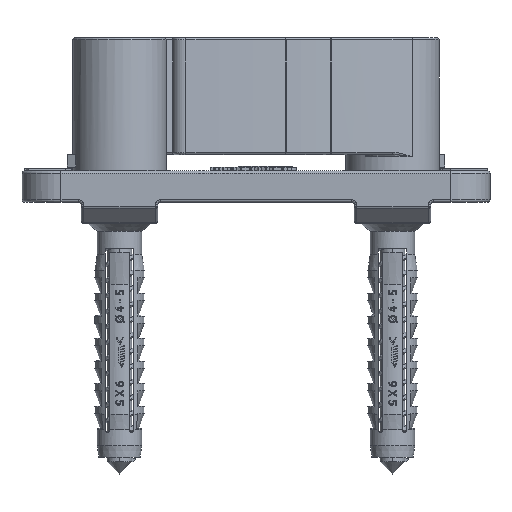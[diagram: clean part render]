
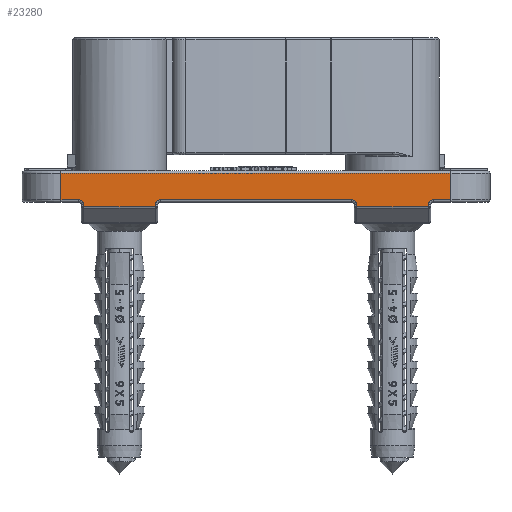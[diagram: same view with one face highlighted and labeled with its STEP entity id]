
A CAD part, front view. The second image highlights one B-rep face of the part: STEP entity #23280.
In plain terms, the highlighted planar face has unit normal (0, -1, 0).
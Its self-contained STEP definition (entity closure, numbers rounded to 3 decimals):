
#1337=CIRCLE('',#25391,0.6);
#1338=CIRCLE('',#25392,0.6);
#1339=CIRCLE('',#25393,0.6);
#1340=CIRCLE('',#25394,0.6);
#2584=FACE_OUTER_BOUND('',#3885,.T.);
#3885=EDGE_LOOP('',(#17429,#17430,#17431,#17432,#17433,#17434,#17435,#17436,
#17437,#17438,#17439,#17440,#17441,#17442,#17443,#17444));
#5641=LINE('',#37372,#7583);
#5651=LINE('',#37413,#7593);
#5652=LINE('',#37417,#7594);
#5653=LINE('',#37419,#7595);
#5654=LINE('',#37423,#7596);
#5655=LINE('',#37425,#7597);
#5656=LINE('',#37427,#7598);
#5657=LINE('',#37431,#7599);
#5658=LINE('',#37435,#7600);
#5659=LINE('',#37437,#7601);
#5660=LINE('',#37439,#7602);
#5661=LINE('',#37442,#7603);
#7583=VECTOR('',#29858,10.);
#7593=VECTOR('',#29910,10.);
#7594=VECTOR('',#29915,10.);
#7595=VECTOR('',#29916,10.);
#7596=VECTOR('',#29919,10.);
#7597=VECTOR('',#29920,10.);
#7598=VECTOR('',#29921,10.);
#7599=VECTOR('',#29924,10.);
#7600=VECTOR('',#29927,10.);
#7601=VECTOR('',#29928,10.);
#7602=VECTOR('',#29929,10.);
#7603=VECTOR('',#29932,10.);
#9821=VERTEX_POINT('',#37368);
#9822=VERTEX_POINT('',#37370);
#9832=VERTEX_POINT('',#37412);
#9833=VERTEX_POINT('',#37416);
#9834=VERTEX_POINT('',#37418);
#9835=VERTEX_POINT('',#37420);
#9836=VERTEX_POINT('',#37422);
#9837=VERTEX_POINT('',#37424);
#9838=VERTEX_POINT('',#37426);
#9839=VERTEX_POINT('',#37428);
#9840=VERTEX_POINT('',#37430);
#9841=VERTEX_POINT('',#37432);
#9842=VERTEX_POINT('',#37434);
#9843=VERTEX_POINT('',#37436);
#9844=VERTEX_POINT('',#37438);
#9845=VERTEX_POINT('',#37440);
#12675=EDGE_CURVE('',#9822,#9821,#5641,.T.);
#12696=EDGE_CURVE('',#9821,#9832,#5651,.T.);
#12698=EDGE_CURVE('',#9833,#9822,#5652,.T.);
#12699=EDGE_CURVE('',#9834,#9833,#5653,.T.);
#12700=EDGE_CURVE('',#9835,#9834,#1337,.T.);
#12701=EDGE_CURVE('',#9836,#9835,#5654,.T.);
#12702=EDGE_CURVE('',#9837,#9836,#5655,.T.);
#12703=EDGE_CURVE('',#9838,#9837,#5656,.T.);
#12704=EDGE_CURVE('',#9839,#9838,#1338,.T.);
#12705=EDGE_CURVE('',#9840,#9839,#5657,.T.);
#12706=EDGE_CURVE('',#9841,#9840,#1339,.T.);
#12707=EDGE_CURVE('',#9842,#9841,#5658,.T.);
#12708=EDGE_CURVE('',#9843,#9842,#5659,.T.);
#12709=EDGE_CURVE('',#9844,#9843,#5660,.T.);
#12710=EDGE_CURVE('',#9845,#9844,#1340,.T.);
#12711=EDGE_CURVE('',#9832,#9845,#5661,.T.);
#17429=ORIENTED_EDGE('',*,*,#12675,.F.);
#17430=ORIENTED_EDGE('',*,*,#12698,.F.);
#17431=ORIENTED_EDGE('',*,*,#12699,.F.);
#17432=ORIENTED_EDGE('',*,*,#12700,.F.);
#17433=ORIENTED_EDGE('',*,*,#12701,.F.);
#17434=ORIENTED_EDGE('',*,*,#12702,.F.);
#17435=ORIENTED_EDGE('',*,*,#12703,.F.);
#17436=ORIENTED_EDGE('',*,*,#12704,.F.);
#17437=ORIENTED_EDGE('',*,*,#12705,.F.);
#17438=ORIENTED_EDGE('',*,*,#12706,.F.);
#17439=ORIENTED_EDGE('',*,*,#12707,.F.);
#17440=ORIENTED_EDGE('',*,*,#12708,.F.);
#17441=ORIENTED_EDGE('',*,*,#12709,.F.);
#17442=ORIENTED_EDGE('',*,*,#12710,.F.);
#17443=ORIENTED_EDGE('',*,*,#12711,.F.);
#17444=ORIENTED_EDGE('',*,*,#12696,.F.);
#22287=PLANE('',#25390);
#23280=ADVANCED_FACE('',(#2584),#22287,.T.);
#25390=AXIS2_PLACEMENT_3D('',#37415,#29913,#29914);
#25391=AXIS2_PLACEMENT_3D('',#37421,#29917,#29918);
#25392=AXIS2_PLACEMENT_3D('',#37429,#29922,#29923);
#25393=AXIS2_PLACEMENT_3D('',#37433,#29925,#29926);
#25394=AXIS2_PLACEMENT_3D('',#37441,#29930,#29931);
#29858=DIRECTION('',(1.,0.,0.));
#29910=DIRECTION('',(0.,0.,-1.));
#29913=DIRECTION('center_axis',(0.,-1.,0.));
#29914=DIRECTION('ref_axis',(0.,0.,-1.));
#29915=DIRECTION('',(0.,0.,1.));
#29916=DIRECTION('',(-1.,0.,0.));
#29917=DIRECTION('center_axis',(0.,-1.,0.));
#29918=DIRECTION('ref_axis',(0.707,0.,0.707));
#29919=DIRECTION('',(0.,0.,1.));
#29920=DIRECTION('',(-1.,0.,0.));
#29921=DIRECTION('',(0.,0.,-1.));
#29922=DIRECTION('center_axis',(0.,-1.,0.));
#29923=DIRECTION('ref_axis',(-0.707,0.,0.707));
#29924=DIRECTION('',(-1.,0.,0.));
#29925=DIRECTION('center_axis',(0.,-1.,0.));
#29926=DIRECTION('ref_axis',(0.707,0.,0.707));
#29927=DIRECTION('',(0.,0.,1.));
#29928=DIRECTION('',(-1.,0.,0.));
#29929=DIRECTION('',(0.,0.,-1.));
#29930=DIRECTION('center_axis',(0.,-1.,0.));
#29931=DIRECTION('ref_axis',(-0.707,0.,0.707));
#29932=DIRECTION('',(-1.,0.,0.));
#37368=CARTESIAN_POINT('',(55.,0.,3.7));
#37370=CARTESIAN_POINT('',(5.,0.,3.7));
#37372=CARTESIAN_POINT('',(45.,0.,3.7));
#37412=CARTESIAN_POINT('',(55.,0.,0.3));
#37413=CARTESIAN_POINT('',(55.,0.,0.));
#37415=CARTESIAN_POINT('Origin',(60.,0.,0.));
#37416=CARTESIAN_POINT('',(5.,0.,0.3));
#37417=CARTESIAN_POINT('',(5.,0.,0.));
#37418=CARTESIAN_POINT('',(7.3,0.,0.3));
#37419=CARTESIAN_POINT('',(45.,0.,0.3));
#37420=CARTESIAN_POINT('',(7.9,0.,-0.3));
#37421=CARTESIAN_POINT('Origin',(7.3,0.,-0.3));
#37422=CARTESIAN_POINT('',(7.9,0.,-0.576));
#37423=CARTESIAN_POINT('',(7.9,0.,0.));
#37424=CARTESIAN_POINT('',(17.1,0.,-0.576));
#37425=CARTESIAN_POINT('',(48.738,0.,-0.576));
#37426=CARTESIAN_POINT('',(17.1,0.,-0.3));
#37427=CARTESIAN_POINT('',(17.1,0.,0.));
#37428=CARTESIAN_POINT('',(17.7,0.,0.3));
#37429=CARTESIAN_POINT('Origin',(17.7,0.,-0.3));
#37430=CARTESIAN_POINT('',(42.3,0.,0.3));
#37431=CARTESIAN_POINT('',(45.,0.,0.3));
#37432=CARTESIAN_POINT('',(42.9,0.,-0.3));
#37433=CARTESIAN_POINT('Origin',(42.3,0.,-0.3));
#37434=CARTESIAN_POINT('',(42.9,0.,-0.576));
#37435=CARTESIAN_POINT('',(42.9,0.,0.));
#37436=CARTESIAN_POINT('',(52.1,0.,-0.576));
#37437=CARTESIAN_POINT('',(57.488,0.,-0.576));
#37438=CARTESIAN_POINT('',(52.1,0.,-0.3));
#37439=CARTESIAN_POINT('',(52.1,0.,0.));
#37440=CARTESIAN_POINT('',(52.7,0.,0.3));
#37441=CARTESIAN_POINT('Origin',(52.7,0.,-0.3));
#37442=CARTESIAN_POINT('',(45.,0.,0.3));
